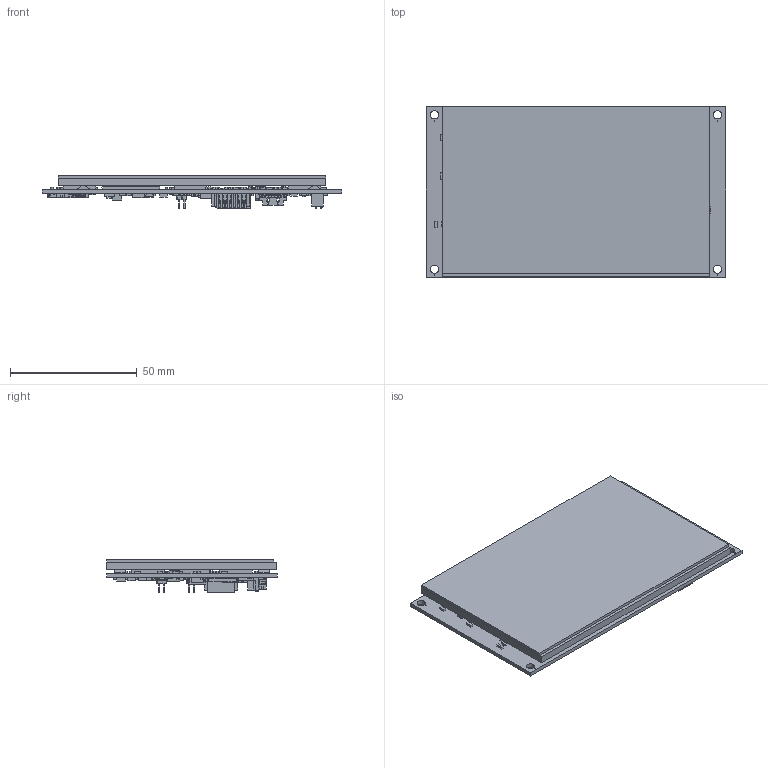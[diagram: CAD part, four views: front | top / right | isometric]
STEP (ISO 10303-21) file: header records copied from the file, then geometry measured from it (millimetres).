
FILE_DESCRIPTION (( 'STEP AP214' ), '1' );
FILE_NAME ('STEP-51-0401-52_rA1.STEP', '2015-02-17T20:01:18', ( '' ), ( '' ), 'SwSTEP 2.0', 'SolidWorks 2014', '' );
FILE_SCHEMA (( 'AUTOMOTIVE_DESIGN' ));
Length unit declared in the file: inch
Products named in the file (10): 533980571; DM3AT-SF-PEJM5; m22-53202xx_asm; SS187P21-.17-02; 42-0401-31; TAPE_062; STEP-51-0401-52_rA1; 34-0034-01; 874370943; 874370843
Assembly tree (17 placements, depth 2):
  STEP-51-0401-52_rA1
    TAPE_062  x5
    42-0401-31
    SS187P21-.17-02  x4
    m22-53202xx_asm  x2
    DM3AT-SF-PEJM5
    533980571
    874370843
    874370943
    34-0034-01
Bounding box: 118.11 x 67.31 x 13.3 mm (x, y, z)
Volume: 42635.6 mm3; surface area: 53325.3 mm2
Topology: 283 solids, 295 shells, 4276 faces, 10564 edges, 7001 vertices
Faces by surface type: plane 3720, cylinder 345, bspline 211
Entity records: 158913 total; most frequent: CARTESIAN_POINT 35865, ORIENTED_EDGE 20184, DIRECTION 17450, EDGE_CURVE 10108, VECTOR 8882, LINE 8882, VERTEX_POINT 6697, EDGE_LOOP 4295
